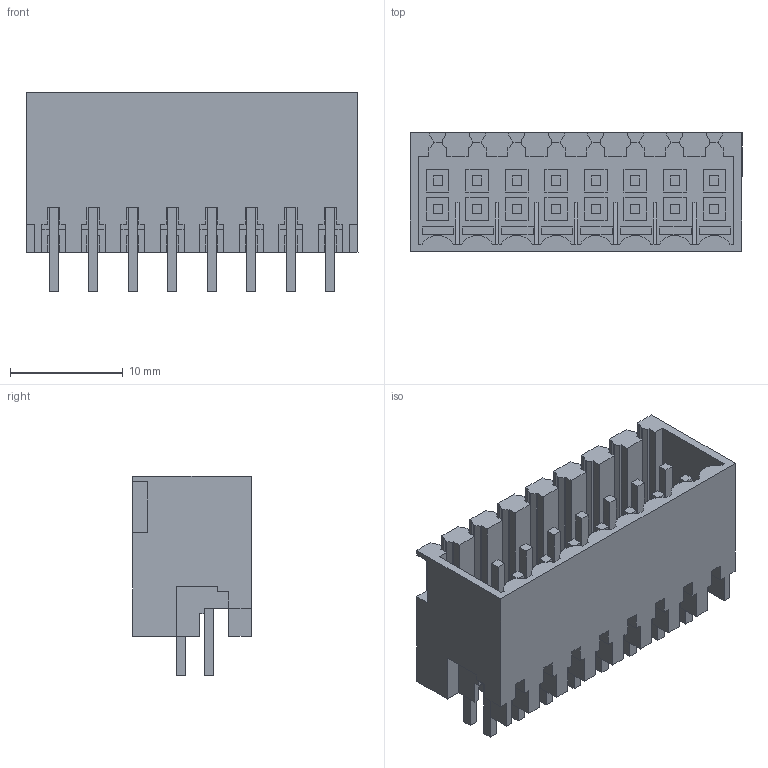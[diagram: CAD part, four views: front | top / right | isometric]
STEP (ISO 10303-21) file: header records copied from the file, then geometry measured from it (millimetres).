
FILE_DESCRIPTION(('CATIA V5 STEP Exchange','CAx-IF Rec.Pracs.--- Model Styling and Organization---1.4--- 2014-01-23'),'2;1');
FILE_NAME ('D1455121_0_1728840000_1728840000.stp','2019-02-22T07:05:55+00:00',('none'),('Weidmueller'),'CATIA Version 5-6 Release 2016 SP3 HF44','CATIA V5 STEP AP214','none');
FILE_SCHEMA(('AUTOMOTIVE_DESIGN { 1 0 10303 214 1 1 1 1 }'));
Length unit declared in the file: millimetre
Products named in the file (1): 1728840000
Bounding box: 29.4 x 10.5 x 17.7 mm (x, y, z)
Volume: 1981.5 mm3; surface area: 4348.2 mm2
Topology: 1 solids, 1 shells, 756 faces, 2186 edges, 1487 vertices
Faces by surface type: plane 740, cylinder 16
Entity records: 23251 total; most frequent: ORIENTED_EDGE 4372, CARTESIAN_POINT 4067, DIRECTION 2972, EDGE_CURVE 2186, VECTOR 2154, LINE 2154, VERTEX_POINT 1487, EDGE_LOOP 811
